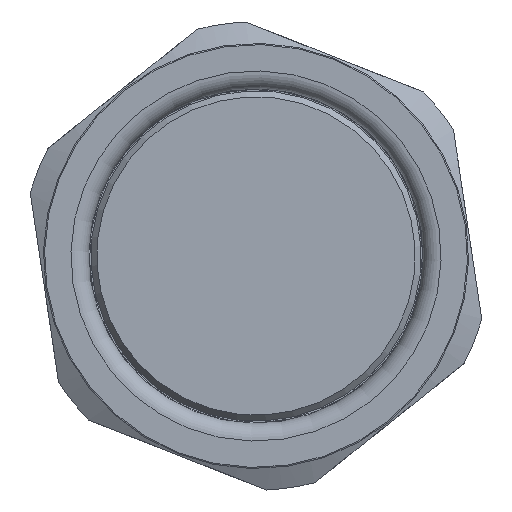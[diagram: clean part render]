
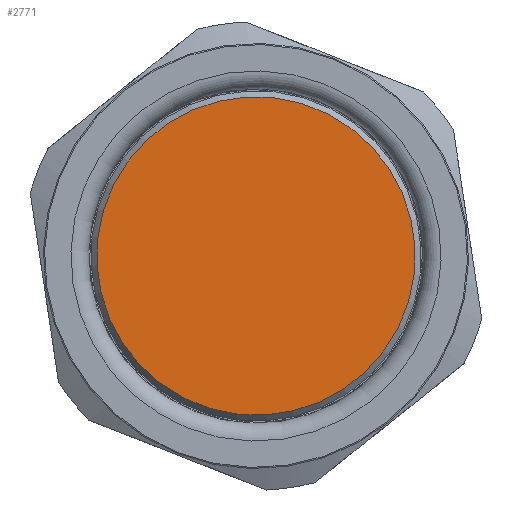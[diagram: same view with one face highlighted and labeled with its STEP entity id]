
A CAD part, left-side view. The second image highlights one B-rep face of the part: STEP entity #2771.
In plain terms, the highlighted face is planar.
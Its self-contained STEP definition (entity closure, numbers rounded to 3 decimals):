
#394=PLANE('',#3208);
#711=FACE_OUTER_BOUND('',#1024,.T.);
#1024=EDGE_LOOP('',(#2504));
#1218=CIRCLE('',#3207,26.8);
#1507=VERTEX_POINT('',#15567);
#1842=EDGE_CURVE('',#1507,#1507,#1218,.T.);
#2504=ORIENTED_EDGE('',*,*,#1842,.T.);
#2771=ADVANCED_FACE('',(#711),#394,.T.);
#3207=AXIS2_PLACEMENT_3D('',#15568,#4000,#4001);
#3208=AXIS2_PLACEMENT_3D('',#15569,#4002,#4003);
#4000=DIRECTION('center_axis',(1.,0.,0.));
#4001=DIRECTION('ref_axis',(0.,0.,-1.));
#4002=DIRECTION('center_axis',(1.,0.,0.));
#4003=DIRECTION('ref_axis',(0.,0.,-1.));
#15567=CARTESIAN_POINT('',(1.17,26.8,0.));
#15568=CARTESIAN_POINT('Origin',(1.17,0.,0.));
#15569=CARTESIAN_POINT('Origin',(1.17,0.,0.));
